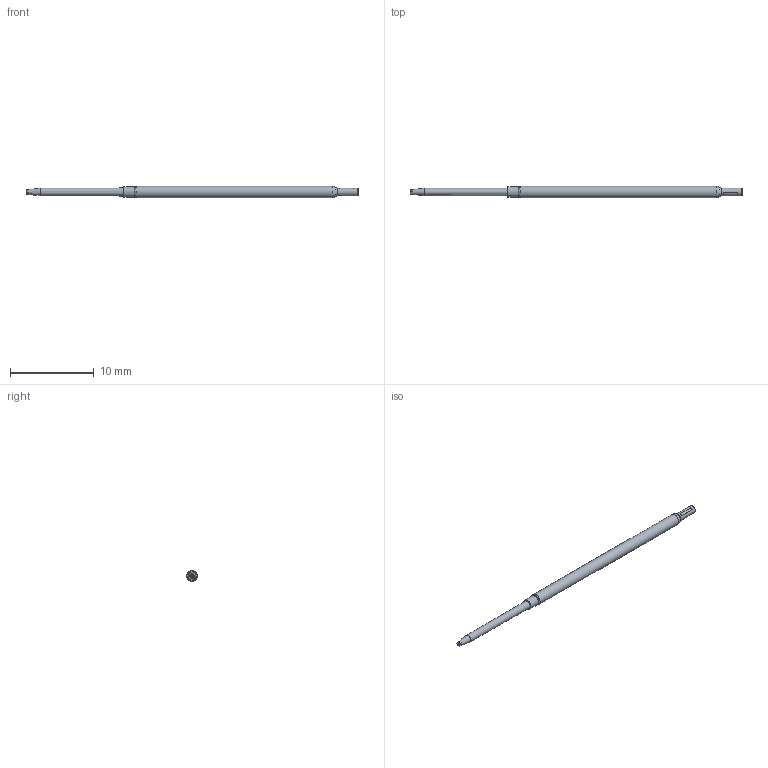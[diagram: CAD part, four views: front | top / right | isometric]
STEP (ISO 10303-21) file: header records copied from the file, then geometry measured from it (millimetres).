
FILE_DESCRIPTION (( 'STEP AP214' ), '1' );
FILE_NAME ('X75-4047.STEP', '2024-08-28T17:42:19', ( '' ), ( '' ), 'SwSTEP 2.0', 'SolidWorks 2023', '' );
FILE_SCHEMA (( 'AUTOMOTIVE_DESIGN' ));
Length unit declared in the file: inch
Products named in the file (1): X75-4047
Bounding box: 39.62 x 1.37 x 1.37 mm (x, y, z)
Volume: 46 mm3; surface area: 150.5 mm2
Topology: 1 solids, 1 shells, 78 faces, 194 edges, 123 vertices
Faces by surface type: plane 52, cylinder 18, cone 4, torus 4
Full cylindrical faces by diameter (mm): 0.935 x1, 1.232 x1, 1.367 x1
Entity records: 2273 total; most frequent: CARTESIAN_POINT 603, ORIENTED_EDGE 362, DIRECTION 298, EDGE_CURVE 181, VERTEX_POINT 121, AXIS2_PLACEMENT_3D 104, EDGE_LOOP 94, LINE 90
